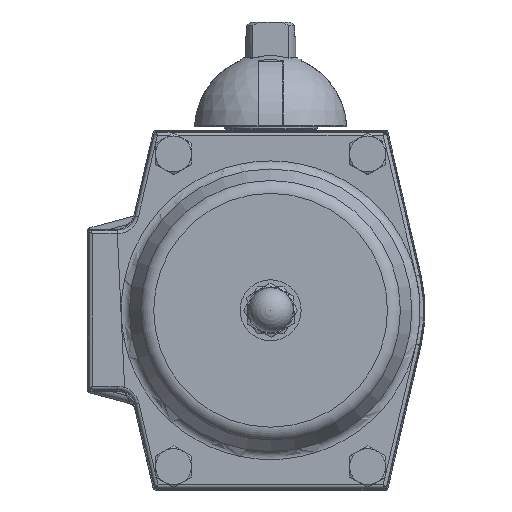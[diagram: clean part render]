
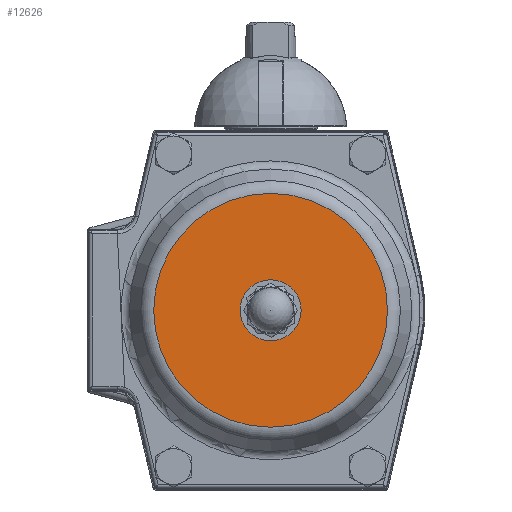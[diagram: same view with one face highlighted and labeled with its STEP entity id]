
A CAD part, front view. The second image highlights one B-rep face of the part: STEP entity #12626.
In plain terms, the highlighted planar face has unit normal (0, -1, 0).
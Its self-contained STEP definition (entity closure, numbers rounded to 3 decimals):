
#2527=PLANE('',#14326);
#5168=ORIENTED_EDGE('',*,*,#7478,.T.);
#5169=ORIENTED_EDGE('',*,*,#7474,.T.);
#7474=EDGE_CURVE('',#8901,#8901,#9787,.T.);
#7478=EDGE_CURVE('',#8905,#8905,#9791,.T.);
#8901=VERTEX_POINT('',#24177);
#8905=VERTEX_POINT('',#24187);
#9787=CIRCLE('',#14321,32.528);
#9791=CIRCLE('',#14327,8.5);
#10719=EDGE_LOOP('',(#5168));
#10720=EDGE_LOOP('',(#5169));
#11665=FACE_BOUND('',#10719,.T.);
#11666=FACE_BOUND('',#10720,.T.);
#12626=ADVANCED_FACE('',(#11665,#11666),#2527,.T.);
#14321=AXIS2_PLACEMENT_3D('',#24176,#17415,#17416);
#14326=AXIS2_PLACEMENT_3D('',#24185,#17425,#17426);
#14327=AXIS2_PLACEMENT_3D('',#24186,#17427,#17428);
#17415=DIRECTION('',(0.,-1.,0.));
#17416=DIRECTION('',(1.,0.,0.));
#17425=DIRECTION('',(0.,-1.,0.));
#17426=DIRECTION('',(1.,0.,0.));
#17427=DIRECTION('',(0.,1.,0.));
#17428=DIRECTION('',(1.,0.,0.));
#24176=CARTESIAN_POINT('',(0.,-81.,0.));
#24177=CARTESIAN_POINT('',(32.528,-81.,0.));
#24185=CARTESIAN_POINT('',(35.,-81.,0.));
#24186=CARTESIAN_POINT('',(0.,-81.,0.));
#24187=CARTESIAN_POINT('',(8.5,-81.,0.));
